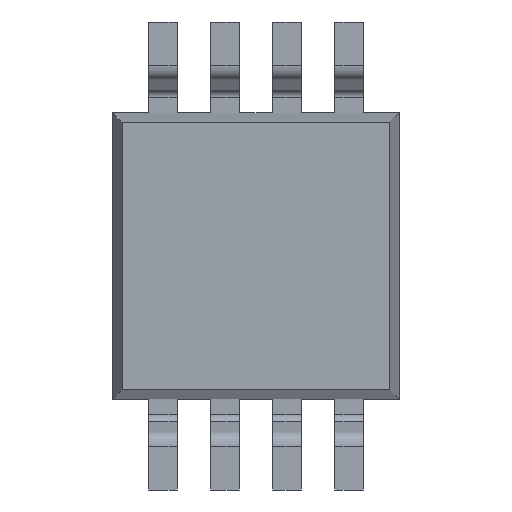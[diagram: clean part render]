
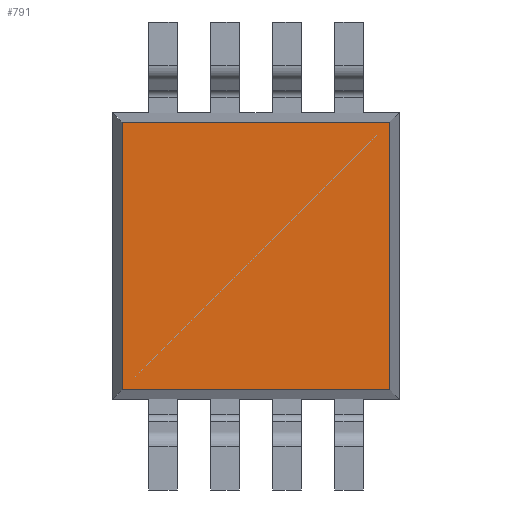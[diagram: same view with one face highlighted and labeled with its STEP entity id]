
A CAD part, front view. The second image highlights one B-rep face of the part: STEP entity #791.
In plain terms, the highlighted face is planar.
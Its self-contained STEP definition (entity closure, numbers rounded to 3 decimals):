
#7 = VERTEX_POINT ( 'NONE', #1628 ) ;
#19 = EDGE_CURVE ( 'NONE', #1101, #1663, #892, .T. ) ;
#49 = VERTEX_POINT ( 'NONE', #52 ) ;
#52 = CARTESIAN_POINT ( 'NONE',  ( 1.4, -1.4, 0.15 ) ) ;
#166 = ORIENTED_EDGE ( 'NONE', *, *, #749, .T. ) ;
#220 = DIRECTION ( 'NONE',  ( -1., 0., 0. ) ) ;
#267 = DIRECTION ( 'NONE',  ( -1., 0., 0. ) ) ;
#283 = ORIENTED_EDGE ( 'NONE', *, *, #1786, .T. ) ;
#570 = VECTOR ( 'NONE', #1556, 1000. ) ;
#687 = VECTOR ( 'NONE', #220, 1000. ) ;
#749 = EDGE_CURVE ( 'NONE', #49, #7, #2159, .T. ) ;
#791 = ADVANCED_FACE ( 'NONE', ( #2095 ), #2187, .T. ) ;
#892 = LINE ( 'NONE', #971, #570 ) ;
#913 = LINE ( 'NONE', #2241, #2141 ) ;
#971 = CARTESIAN_POINT ( 'NONE',  ( 0., 1.4, 0.15 ) ) ;
#1057 = CARTESIAN_POINT ( 'NONE',  ( 1.4, 0., 0.15 ) ) ;
#1063 = ORIENTED_EDGE ( 'NONE', *, *, #19, .T. ) ;
#1101 = VERTEX_POINT ( 'NONE', #1697 ) ;
#1239 = DIRECTION ( 'NONE',  ( 0., 1., 0. ) ) ;
#1311 = AXIS2_PLACEMENT_3D ( 'NONE', #1851, #2021, #267 ) ;
#1363 = ORIENTED_EDGE ( 'NONE', *, *, #2181, .T. ) ;
#1378 = DIRECTION ( 'NONE',  ( 0., -1., 0. ) ) ;
#1475 = CARTESIAN_POINT ( 'NONE',  ( 0., -1.4, 0.15 ) ) ;
#1556 = DIRECTION ( 'NONE',  ( 1., 0., 0. ) ) ;
#1571 = VECTOR ( 'NONE', #1378, 1000. ) ;
#1628 = CARTESIAN_POINT ( 'NONE',  ( -1.4, -1.4, 0.15 ) ) ;
#1663 = VERTEX_POINT ( 'NONE', #1808 ) ;
#1697 = CARTESIAN_POINT ( 'NONE',  ( -1.4, 1.4, 0.15 ) ) ;
#1752 = EDGE_LOOP ( 'NONE', ( #1363, #1063, #283, #166 ) ) ;
#1786 = EDGE_CURVE ( 'NONE', #1663, #49, #2018, .T. ) ;
#1808 = CARTESIAN_POINT ( 'NONE',  ( 1.4, 1.4, 0.15 ) ) ;
#1851 = CARTESIAN_POINT ( 'NONE',  ( 0., 0., 0.15 ) ) ;
#2018 = LINE ( 'NONE', #1057, #1571 ) ;
#2021 = DIRECTION ( 'NONE',  ( 0., 0., -1. ) ) ;
#2095 = FACE_OUTER_BOUND ( 'NONE', #1752, .T. ) ;
#2141 = VECTOR ( 'NONE', #1239, 1000. ) ;
#2159 = LINE ( 'NONE', #1475, #687 ) ;
#2181 = EDGE_CURVE ( 'NONE', #7, #1101, #913, .T. ) ;
#2187 = PLANE ( 'NONE',  #1311 ) ;
#2241 = CARTESIAN_POINT ( 'NONE',  ( -1.4, 0., 0.15 ) ) ;
